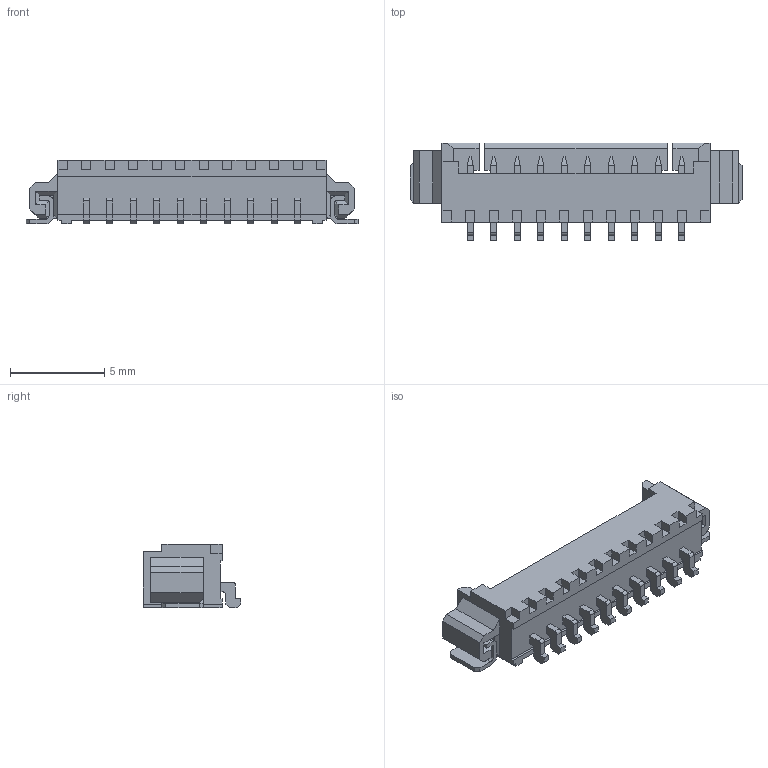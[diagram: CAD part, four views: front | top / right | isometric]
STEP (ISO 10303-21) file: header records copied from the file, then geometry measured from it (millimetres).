
FILE_DESCRIPTION((''),'2;1');
FILE_NAME('532611071','2016-09-27T',('rlalsangi'),(''),'PRO/ENGINEER BY PARAMETRIC TECHNOLOGY CORPORATION, 2012310','PRO/ENGINEER BY PARAMETRIC TECHNOLOGY CORPORATION, 2012310','');
FILE_SCHEMA(('CONFIG_CONTROL_DESIGN'));
Length unit declared in the file: millimetre
Products named in the file (1): 532611071
Bounding box: 17.65 x 5.2 x 3.4 mm (x, y, z)
Volume: 106.3 mm3; surface area: 425.7 mm2
Topology: 1 solids, 1 shells, 416 faces, 1197 edges, 804 vertices
Faces by surface type: plane 388, cylinder 28
Entity records: 13298 total; most frequent: CARTESIAN_POINT 2362, ORIENTED_EDGE 2284, DIRECTION 2085, EDGE_CURVE 1142, VECTOR 1139, LINE 1139, VERTEX_POINT 742, AXIS2_PLACEMENT_3D 473
